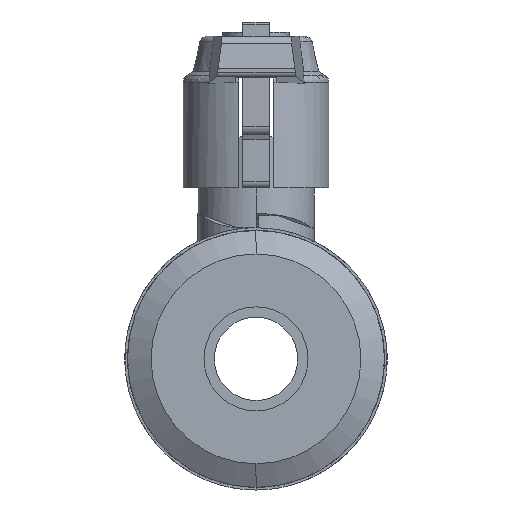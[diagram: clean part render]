
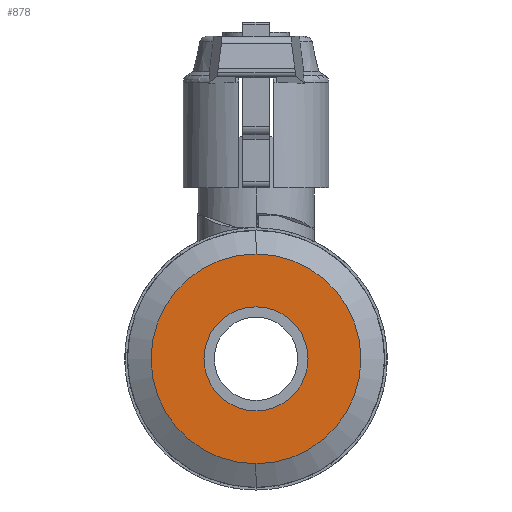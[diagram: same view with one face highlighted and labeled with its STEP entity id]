
A CAD part, left-side view. The second image highlights one B-rep face of the part: STEP entity #878.
In plain terms, the highlighted planar face has unit normal (-1, 0, 0).
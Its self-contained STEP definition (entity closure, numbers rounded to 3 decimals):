
#878=ADVANCED_FACE('',(#1802,#1803),#1804,.T.);
#1802=FACE_BOUND('',#2767,.T.);
#1803=FACE_OUTER_BOUND('',#2768,.T.);
#1804=PLANE('',#2769);
#2767=EDGE_LOOP('',(#5530,#5531));
#2768=EDGE_LOOP('',(#5532,#5533));
#2769=AXIS2_PLACEMENT_3D('',#5534,#5535,#5536);
#5530=ORIENTED_EDGE('',*,*,#6594,.F.);
#5531=ORIENTED_EDGE('',*,*,#6099,.F.);
#5532=ORIENTED_EDGE('',*,*,#5948,.T.);
#5533=ORIENTED_EDGE('',*,*,#6960,.T.);
#5534=CARTESIAN_POINT('',(-45.706,0.0,20.413));
#5535=DIRECTION('',(-1.0,0.0,0.0));
#5536=DIRECTION('',(0.0,-0.0,1.0));
#5948=EDGE_CURVE('',#7179,#7183,#7185,.T.);
#6099=EDGE_CURVE('',#7474,#7470,#7476,.T.);
#6594=EDGE_CURVE('',#7470,#7474,#8216,.T.);
#6960=EDGE_CURVE('',#7183,#7179,#8690,.T.);
#7179=VERTEX_POINT('',#8994);
#7183=VERTEX_POINT('',#8999);
#7185=CIRCLE('',#9002,25.2);
#7470=VERTEX_POINT('',#9359);
#7474=VERTEX_POINT('',#9364);
#7476=CIRCLE('',#9367,12.505);
#8216=CIRCLE('',#10858,12.505);
#8690=CIRCLE('',#11500,25.2);
#8994=CARTESIAN_POINT('',(-45.706,0.0,25.2));
#8999=CARTESIAN_POINT('',(-45.706,0.,-25.2));
#9002=AXIS2_PLACEMENT_3D('',#11808,#11809,#11810);
#9359=CARTESIAN_POINT('',(-45.706,0.0,12.505));
#9364=CARTESIAN_POINT('',(-45.706,0.,-12.505));
#9367=AXIS2_PLACEMENT_3D('',#12086,#12087,#12088);
#10858=AXIS2_PLACEMENT_3D('',#12631,#12632,#12633);
#11500=AXIS2_PLACEMENT_3D('',#13012,#13013,#13014);
#11808=CARTESIAN_POINT('',(-45.706,0.0,0.0));
#11809=DIRECTION('',(-1.0,0.0,0.0));
#11810=DIRECTION('',(0.0,-0.0,1.0));
#12086=CARTESIAN_POINT('',(-45.706,0.0,0.0));
#12087=DIRECTION('',(-1.0,0.0,0.0));
#12088=DIRECTION('',(0.0,-0.0,1.0));
#12631=CARTESIAN_POINT('',(-45.706,0.0,0.0));
#12632=DIRECTION('',(-1.0,0.0,0.0));
#12633=DIRECTION('',(0.0,-0.0,1.0));
#13012=CARTESIAN_POINT('',(-45.706,0.0,0.0));
#13013=DIRECTION('',(-1.0,0.0,0.0));
#13014=DIRECTION('',(0.0,-0.0,1.0));
